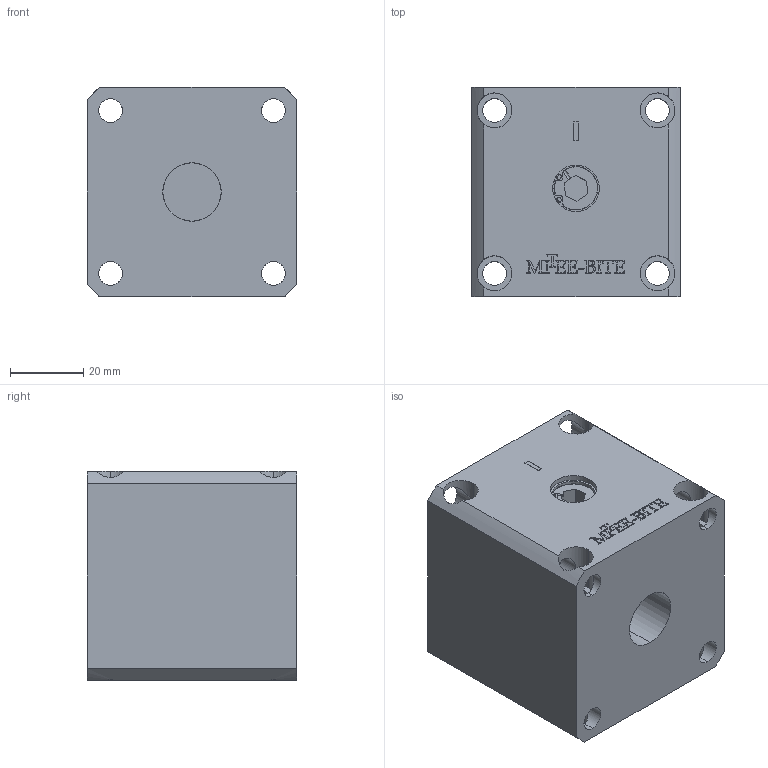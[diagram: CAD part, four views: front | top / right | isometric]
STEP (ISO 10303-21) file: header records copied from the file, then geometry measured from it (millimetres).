
FILE_DESCRIPTION (( 'STEP AP214' ), '1' );
FILE_NAME ('34506.STEP', '2018-09-27T14:40:01', ( 'Mike W' ), ( '' ), 'SwSTEP 2.0', 'SolidWorks 2017', '' );
FILE_SCHEMA (( 'AUTOMOTIVE_DESIGN' ));
Length unit declared in the file: inch
Products named in the file (5): 345001_3450016; 31208_31208; 34506; 34006_34006; 345501_345501
Assembly tree (4 placements, depth 2):
  34506
    345001_3450016
    31208_31208
    34006_34006
    345501_345501
Bounding box: 57.15 x 57.15 x 57.15 mm (x, y, z)
Volume: 164132.3 mm3; surface area: 34696.6 mm2
Topology: 4 solids, 4 shells, 470 faces, 1314 edges, 852 vertices
Faces by surface type: plane 213, bspline 115, cylinder 113, cone 29
Entity records: 20317 total; most frequent: CARTESIAN_POINT 8540, ORIENTED_EDGE 2612, DIRECTION 1912, EDGE_CURVE 1306, VERTEX_POINT 852, VECTOR 800, LINE 800, AXIS2_PLACEMENT_3D 556
